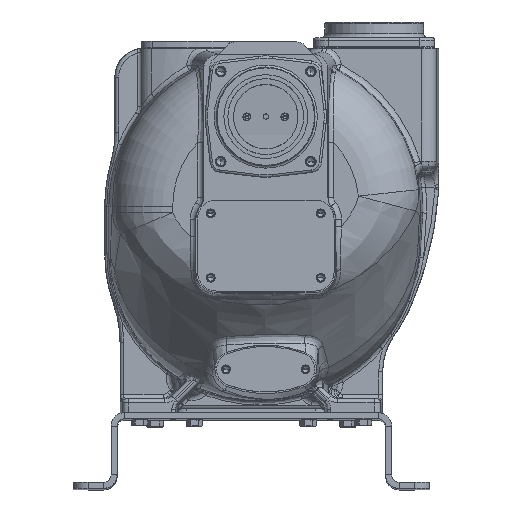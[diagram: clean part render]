
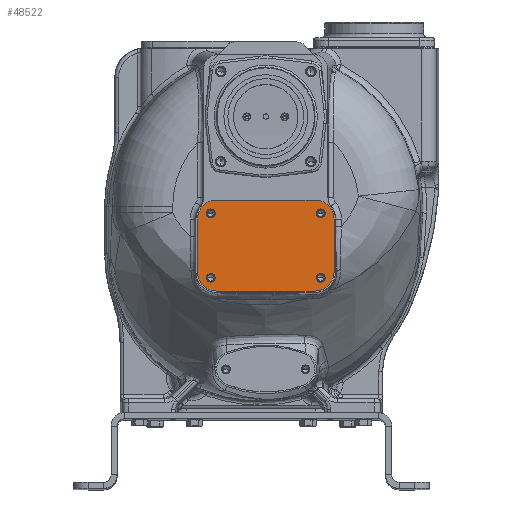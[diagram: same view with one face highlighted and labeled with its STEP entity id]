
A CAD part, top view. The second image highlights one B-rep face of the part: STEP entity #48522.
In plain terms, the highlighted planar face has unit normal (0, 0, 1).
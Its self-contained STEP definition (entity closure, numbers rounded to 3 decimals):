
#48051=CARTESIAN_POINT('',(72.5,42.5,0.));
#48052=DIRECTION('',(0.,0.,-1.));
#48053=DIRECTION('',(1.,0.,0.));
#48054=AXIS2_PLACEMENT_3D('',#48051,#48052,#48053);
#48059=CARTESIAN_POINT('',(72.5,42.5,0.));
#48060=DIRECTION('',(0.,0.,-1.));
#48061=DIRECTION('',(-1.,0.,0.));
#48062=AXIS2_PLACEMENT_3D('',#48059,#48060,#48061);
#48067=CARTESIAN_POINT('',(72.5,-42.5,0.));
#48068=DIRECTION('',(0.,0.,-1.));
#48069=DIRECTION('',(1.,0.,0.));
#48070=AXIS2_PLACEMENT_3D('',#48067,#48068,#48069);
#48075=CARTESIAN_POINT('',(72.5,-42.5,0.));
#48076=DIRECTION('',(0.,0.,-1.));
#48077=DIRECTION('',(-1.,0.,0.));
#48078=AXIS2_PLACEMENT_3D('',#48075,#48076,#48077);
#48083=CARTESIAN_POINT('',(-72.5,42.5,0.));
#48084=DIRECTION('',(0.,0.,-1.));
#48085=DIRECTION('',(1.,0.,0.));
#48086=AXIS2_PLACEMENT_3D('',#48083,#48084,#48085);
#48091=CARTESIAN_POINT('',(-72.5,42.5,0.));
#48092=DIRECTION('',(0.,0.,-1.));
#48093=DIRECTION('',(-1.,0.,0.));
#48094=AXIS2_PLACEMENT_3D('',#48091,#48092,#48093);
#48099=CARTESIAN_POINT('',(-72.5,-42.5,0.));
#48100=DIRECTION('',(0.,0.,-1.));
#48101=DIRECTION('',(1.,0.,0.));
#48102=AXIS2_PLACEMENT_3D('',#48099,#48100,#48101);
#48107=CARTESIAN_POINT('',(-72.5,-42.5,0.));
#48108=DIRECTION('',(0.,0.,-1.));
#48109=DIRECTION('',(-1.,0.,0.));
#48110=AXIS2_PLACEMENT_3D('',#48107,#48108,#48109);
#48115=CARTESIAN_POINT('',(-65.,35.,0.));
#48116=DIRECTION('',(0.,0.,1.));
#48117=DIRECTION('',(0.,1.,0.));
#48118=AXIS2_PLACEMENT_3D('',#48115,#48116,#48117);
#48123=DIRECTION('',(-1.,0.,0.));
#48124=VECTOR('',#48123,130.);
#48125=CARTESIAN_POINT('',(65.,60.,0.));
#48126=LINE('',#48125,#48124);
#48130=CARTESIAN_POINT('',(65.,35.,0.));
#48131=DIRECTION('',(0.,0.,1.));
#48132=DIRECTION('',(1.,0.,0.));
#48133=AXIS2_PLACEMENT_3D('',#48130,#48131,#48132);
#48138=DIRECTION('',(0.,1.,0.));
#48139=VECTOR('',#48138,70.);
#48140=CARTESIAN_POINT('',(90.,-35.,0.));
#48141=LINE('',#48140,#48139);
#48145=CARTESIAN_POINT('',(65.,-35.,0.));
#48146=DIRECTION('',(0.,0.,1.));
#48147=DIRECTION('',(0.,-1.,0.));
#48148=AXIS2_PLACEMENT_3D('',#48145,#48146,#48147);
#48153=DIRECTION('',(1.,0.,0.));
#48154=VECTOR('',#48153,130.);
#48155=CARTESIAN_POINT('',(-65.,-60.,0.));
#48156=LINE('',#48155,#48154);
#48160=CARTESIAN_POINT('',(-65.,-35.,0.));
#48161=DIRECTION('',(0.,0.,1.));
#48162=DIRECTION('',(-1.,0.,0.));
#48163=AXIS2_PLACEMENT_3D('',#48160,#48161,#48162);
#48168=DIRECTION('',(0.,-1.,0.));
#48169=VECTOR('',#48168,70.);
#48170=CARTESIAN_POINT('',(-90.,35.,0.));
#48171=LINE('',#48170,#48169);
#48411=CARTESIAN_POINT('',(78.25,42.5,0.));
#48412=CARTESIAN_POINT('',(66.75,42.5,0.));
#48413=VERTEX_POINT('',#48411);
#48414=VERTEX_POINT('',#48412);
#48415=CARTESIAN_POINT('',(78.25,-42.5,0.));
#48416=CARTESIAN_POINT('',(66.75,-42.5,0.));
#48417=VERTEX_POINT('',#48415);
#48418=VERTEX_POINT('',#48416);
#48419=CARTESIAN_POINT('',(-66.75,42.5,0.));
#48420=CARTESIAN_POINT('',(-78.25,42.5,0.));
#48421=VERTEX_POINT('',#48419);
#48422=VERTEX_POINT('',#48420);
#48423=CARTESIAN_POINT('',(-66.75,-42.5,0.));
#48424=CARTESIAN_POINT('',(-78.25,-42.5,0.));
#48425=VERTEX_POINT('',#48423);
#48426=VERTEX_POINT('',#48424);
#48427=CARTESIAN_POINT('',(-65.,60.,0.));
#48428=CARTESIAN_POINT('',(-90.,35.,0.));
#48429=VERTEX_POINT('',#48427);
#48430=VERTEX_POINT('',#48428);
#48431=CARTESIAN_POINT('',(-90.,-35.,0.));
#48432=VERTEX_POINT('',#48431);
#48433=CARTESIAN_POINT('',(-65.,-60.,0.));
#48434=VERTEX_POINT('',#48433);
#48435=CARTESIAN_POINT('',(65.,-60.,0.));
#48436=VERTEX_POINT('',#48435);
#48437=CARTESIAN_POINT('',(90.,-35.,0.));
#48438=VERTEX_POINT('',#48437);
#48439=CARTESIAN_POINT('',(90.,35.,0.));
#48440=VERTEX_POINT('',#48439);
#48441=CARTESIAN_POINT('',(65.,60.,0.));
#48442=VERTEX_POINT('',#48441);
#48475=CARTESIAN_POINT('',(0.,0.,0.));
#48476=DIRECTION('',(0.,0.,1.));
#48477=DIRECTION('',(1.,0.,0.));
#48478=AXIS2_PLACEMENT_3D('',#48475,#48476,#48477);
#48479=PLANE('',#48478);
#48481=ORIENTED_EDGE('',*,*,#48480,.F.);
#48483=ORIENTED_EDGE('',*,*,#48482,.F.);
#48485=ORIENTED_EDGE('',*,*,#48484,.F.);
#48487=ORIENTED_EDGE('',*,*,#48486,.F.);
#48489=ORIENTED_EDGE('',*,*,#48488,.F.);
#48491=ORIENTED_EDGE('',*,*,#48490,.F.);
#48493=ORIENTED_EDGE('',*,*,#48492,.F.);
#48495=ORIENTED_EDGE('',*,*,#48494,.F.);
#48496=EDGE_LOOP('',(#48481,#48483,#48485,#48487,#48489,#48491,#48493,#48495));
#48497=FACE_OUTER_BOUND('',#48496,.F.);
#48499=ORIENTED_EDGE('',*,*,#48498,.F.);
#48501=ORIENTED_EDGE('',*,*,#48500,.F.);
#48502=EDGE_LOOP('',(#48499,#48501));
#48503=FACE_BOUND('',#48502,.F.);
#48505=ORIENTED_EDGE('',*,*,#48504,.F.);
#48507=ORIENTED_EDGE('',*,*,#48506,.F.);
#48508=EDGE_LOOP('',(#48505,#48507));
#48509=FACE_BOUND('',#48508,.F.);
#48511=ORIENTED_EDGE('',*,*,#48510,.F.);
#48513=ORIENTED_EDGE('',*,*,#48512,.F.);
#48514=EDGE_LOOP('',(#48511,#48513));
#48515=FACE_BOUND('',#48514,.F.);
#48517=ORIENTED_EDGE('',*,*,#48516,.F.);
#48519=ORIENTED_EDGE('',*,*,#48518,.F.);
#48520=EDGE_LOOP('',(#48517,#48519));
#48521=FACE_BOUND('',#48520,.F.);
#48055=CIRCLE('',#48054,5.75);
#48063=CIRCLE('',#48062,5.75);
#48071=CIRCLE('',#48070,5.75);
#48079=CIRCLE('',#48078,5.75);
#48087=CIRCLE('',#48086,5.75);
#48095=CIRCLE('',#48094,5.75);
#48103=CIRCLE('',#48102,5.75);
#48111=CIRCLE('',#48110,5.75);
#48119=CIRCLE('',#48118,25.);
#48134=CIRCLE('',#48133,25.);
#48149=CIRCLE('',#48148,25.);
#48164=CIRCLE('',#48163,25.);
#48480=EDGE_CURVE('',#48429,#48430,#48119,.T.);
#48482=EDGE_CURVE('',#48442,#48429,#48126,.T.);
#48484=EDGE_CURVE('',#48440,#48442,#48134,.T.);
#48486=EDGE_CURVE('',#48438,#48440,#48141,.T.);
#48488=EDGE_CURVE('',#48436,#48438,#48149,.T.);
#48490=EDGE_CURVE('',#48434,#48436,#48156,.T.);
#48492=EDGE_CURVE('',#48432,#48434,#48164,.T.);
#48494=EDGE_CURVE('',#48430,#48432,#48171,.T.);
#48498=EDGE_CURVE('',#48417,#48418,#48071,.T.);
#48500=EDGE_CURVE('',#48418,#48417,#48079,.T.);
#48504=EDGE_CURVE('',#48421,#48422,#48087,.T.);
#48506=EDGE_CURVE('',#48422,#48421,#48095,.T.);
#48510=EDGE_CURVE('',#48425,#48426,#48103,.T.);
#48512=EDGE_CURVE('',#48426,#48425,#48111,.T.);
#48516=EDGE_CURVE('',#48413,#48414,#48055,.T.);
#48518=EDGE_CURVE('',#48414,#48413,#48063,.T.);
#48522=ADVANCED_FACE('',(#48497,#48503,#48509,#48515,#48521),#48479,.T.);
